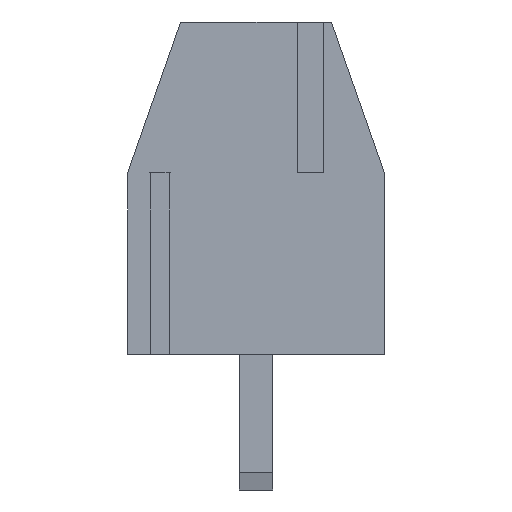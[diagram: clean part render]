
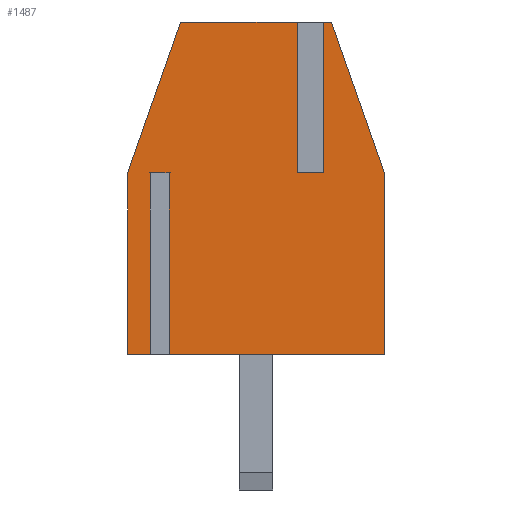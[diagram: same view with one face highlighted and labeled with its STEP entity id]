
A CAD part, left-side view. The second image highlights one B-rep face of the part: STEP entity #1487.
In plain terms, the highlighted planar face has unit normal (-1, 0, 0).
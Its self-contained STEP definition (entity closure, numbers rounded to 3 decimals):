
#1487 = ADVANCED_FACE('',(#1488),#1602,.F.);
#1488 = FACE_BOUND('',#1489,.F.);
#1489 = EDGE_LOOP('',(#1490,#1500,#1508,#1516,#1524,#1532,#1540,#1548,
    #1556,#1564,#1572,#1580,#1588,#1596));
#1490 = ORIENTED_EDGE('',*,*,#1491,.T.);
#1491 = EDGE_CURVE('',#1492,#1494,#1496,.T.);
#1492 = VERTEX_POINT('',#1493);
#1493 = CARTESIAN_POINT('',(-1.75,-2.,8.8));
#1494 = VERTEX_POINT('',#1495);
#1495 = CARTESIAN_POINT('',(-1.75,-3.4,4.8));
#1496 = LINE('',#1497,#1498);
#1497 = CARTESIAN_POINT('',(-1.75,-2.,8.8));
#1498 = VECTOR('',#1499,1.);
#1499 = DIRECTION('',(0.,-0.33,-0.944));
#1500 = ORIENTED_EDGE('',*,*,#1501,.T.);
#1501 = EDGE_CURVE('',#1494,#1502,#1504,.T.);
#1502 = VERTEX_POINT('',#1503);
#1503 = CARTESIAN_POINT('',(-1.75,-3.4,-0.));
#1504 = LINE('',#1505,#1506);
#1505 = CARTESIAN_POINT('',(-1.75,-3.4,4.8));
#1506 = VECTOR('',#1507,1.);
#1507 = DIRECTION('',(0.,0.,-1.));
#1508 = ORIENTED_EDGE('',*,*,#1509,.T.);
#1509 = EDGE_CURVE('',#1502,#1510,#1512,.T.);
#1510 = VERTEX_POINT('',#1511);
#1511 = CARTESIAN_POINT('',(-1.75,2.3,0.));
#1512 = LINE('',#1513,#1514);
#1513 = CARTESIAN_POINT('',(-1.75,-3.4,0.));
#1514 = VECTOR('',#1515,1.);
#1515 = DIRECTION('',(0.,1.,0.));
#1516 = ORIENTED_EDGE('',*,*,#1517,.F.);
#1517 = EDGE_CURVE('',#1518,#1510,#1520,.T.);
#1518 = VERTEX_POINT('',#1519);
#1519 = CARTESIAN_POINT('',(-1.75,2.3,4.8));
#1520 = LINE('',#1521,#1522);
#1521 = CARTESIAN_POINT('',(-1.75,2.3,4.8));
#1522 = VECTOR('',#1523,1.);
#1523 = DIRECTION('',(0.,0.,-1.));
#1524 = ORIENTED_EDGE('',*,*,#1525,.T.);
#1525 = EDGE_CURVE('',#1518,#1526,#1528,.T.);
#1526 = VERTEX_POINT('',#1527);
#1527 = CARTESIAN_POINT('',(-1.75,2.8,4.8));
#1528 = LINE('',#1529,#1530);
#1529 = CARTESIAN_POINT('',(-1.75,2.3,4.8));
#1530 = VECTOR('',#1531,1.);
#1531 = DIRECTION('',(0.,1.,0.));
#1532 = ORIENTED_EDGE('',*,*,#1533,.T.);
#1533 = EDGE_CURVE('',#1526,#1534,#1536,.T.);
#1534 = VERTEX_POINT('',#1535);
#1535 = CARTESIAN_POINT('',(-1.75,2.8,0.));
#1536 = LINE('',#1537,#1538);
#1537 = CARTESIAN_POINT('',(-1.75,2.8,4.8));
#1538 = VECTOR('',#1539,1.);
#1539 = DIRECTION('',(0.,0.,-1.));
#1540 = ORIENTED_EDGE('',*,*,#1541,.T.);
#1541 = EDGE_CURVE('',#1534,#1542,#1544,.T.);
#1542 = VERTEX_POINT('',#1543);
#1543 = CARTESIAN_POINT('',(-1.75,3.4,0.));
#1544 = LINE('',#1545,#1546);
#1545 = CARTESIAN_POINT('',(-1.75,-3.4,0.));
#1546 = VECTOR('',#1547,1.);
#1547 = DIRECTION('',(0.,1.,0.));
#1548 = ORIENTED_EDGE('',*,*,#1549,.T.);
#1549 = EDGE_CURVE('',#1542,#1550,#1552,.T.);
#1550 = VERTEX_POINT('',#1551);
#1551 = CARTESIAN_POINT('',(-1.75,3.4,4.8));
#1552 = LINE('',#1553,#1554);
#1553 = CARTESIAN_POINT('',(-1.75,3.4,0.));
#1554 = VECTOR('',#1555,1.);
#1555 = DIRECTION('',(0.,0.,1.));
#1556 = ORIENTED_EDGE('',*,*,#1557,.T.);
#1557 = EDGE_CURVE('',#1550,#1558,#1560,.T.);
#1558 = VERTEX_POINT('',#1559);
#1559 = CARTESIAN_POINT('',(-1.75,2.,8.8));
#1560 = LINE('',#1561,#1562);
#1561 = CARTESIAN_POINT('',(-1.75,3.4,4.8));
#1562 = VECTOR('',#1563,1.);
#1563 = DIRECTION('',(0.,-0.33,0.944));
#1564 = ORIENTED_EDGE('',*,*,#1565,.T.);
#1565 = EDGE_CURVE('',#1558,#1566,#1568,.T.);
#1566 = VERTEX_POINT('',#1567);
#1567 = CARTESIAN_POINT('',(-1.75,-1.2,8.8));
#1568 = LINE('',#1569,#1570);
#1569 = CARTESIAN_POINT('',(-1.75,2.,8.8));
#1570 = VECTOR('',#1571,1.);
#1571 = DIRECTION('',(0.,-1.,0.));
#1572 = ORIENTED_EDGE('',*,*,#1573,.F.);
#1573 = EDGE_CURVE('',#1574,#1566,#1576,.T.);
#1574 = VERTEX_POINT('',#1575);
#1575 = CARTESIAN_POINT('',(-1.75,-1.2,4.8));
#1576 = LINE('',#1577,#1578);
#1577 = CARTESIAN_POINT('',(-1.75,-1.2,4.8));
#1578 = VECTOR('',#1579,1.);
#1579 = DIRECTION('',(0.,0.,1.));
#1580 = ORIENTED_EDGE('',*,*,#1581,.T.);
#1581 = EDGE_CURVE('',#1574,#1582,#1584,.T.);
#1582 = VERTEX_POINT('',#1583);
#1583 = CARTESIAN_POINT('',(-1.75,-1.7,4.8));
#1584 = LINE('',#1585,#1586);
#1585 = CARTESIAN_POINT('',(-1.75,-1.2,4.8));
#1586 = VECTOR('',#1587,1.);
#1587 = DIRECTION('',(0.,-1.,0.));
#1588 = ORIENTED_EDGE('',*,*,#1589,.T.);
#1589 = EDGE_CURVE('',#1582,#1590,#1592,.T.);
#1590 = VERTEX_POINT('',#1591);
#1591 = CARTESIAN_POINT('',(-1.75,-1.7,8.8));
#1592 = LINE('',#1593,#1594);
#1593 = CARTESIAN_POINT('',(-1.75,-1.7,4.8));
#1594 = VECTOR('',#1595,1.);
#1595 = DIRECTION('',(0.,0.,1.));
#1596 = ORIENTED_EDGE('',*,*,#1597,.T.);
#1597 = EDGE_CURVE('',#1590,#1492,#1598,.T.);
#1598 = LINE('',#1599,#1600);
#1599 = CARTESIAN_POINT('',(-1.75,2.,8.8));
#1600 = VECTOR('',#1601,1.);
#1601 = DIRECTION('',(0.,-1.,0.));
#1602 = PLANE('',#1603);
#1603 = AXIS2_PLACEMENT_3D('',#1604,#1605,#1606);
#1604 = CARTESIAN_POINT('',(-1.75,0.,4.013));
#1605 = DIRECTION('',(1.,0.,0.));
#1606 = DIRECTION('',(0.,0.,1.));
